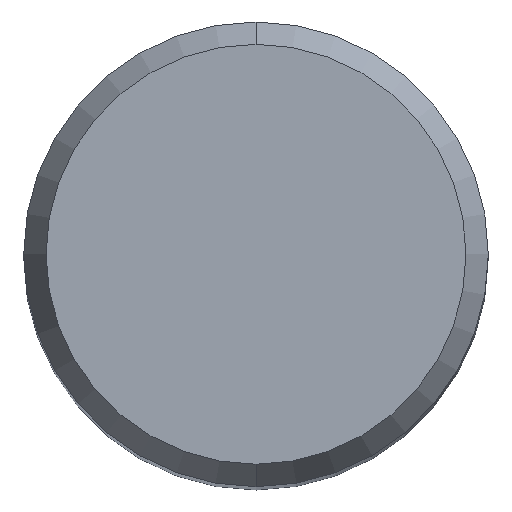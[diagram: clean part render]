
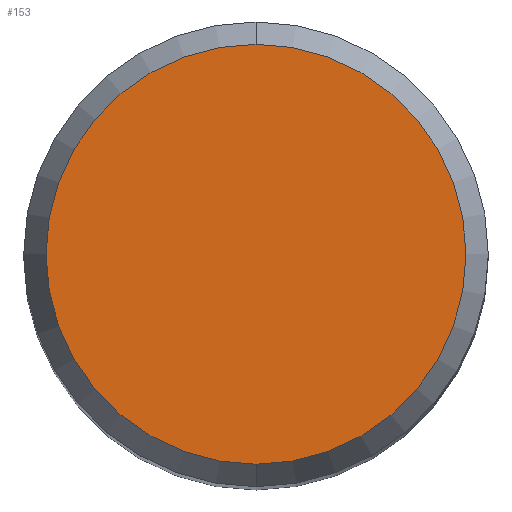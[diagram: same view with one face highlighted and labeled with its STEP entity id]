
A CAD part, top view. The second image highlights one B-rep face of the part: STEP entity #153.
In plain terms, the highlighted planar face has unit normal (0, 0, 1).
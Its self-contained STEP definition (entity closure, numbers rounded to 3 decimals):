
#131=EDGE_CURVE('',#211,#209,#284,.T.);
#153=ADVANCED_FACE('',(#308),#309,.T.);
#209=VERTEX_POINT('',#373);
#211=VERTEX_POINT('',#375);
#217=EDGE_CURVE('',#209,#211,#383,.T.);
#284=CIRCLE('',#458,4.304);
#308=FACE_OUTER_BOUND('',#487,.T.);
#309=PLANE('',#488);
#373=CARTESIAN_POINT('',(0.0,4.304,0.0));
#375=CARTESIAN_POINT('',(0.,-4.304,0.0));
#383=CIRCLE('',#581,4.304);
#458=AXIS2_PLACEMENT_3D('',#636,#637,#638);
#487=EDGE_LOOP('',(#661,#662));
#488=AXIS2_PLACEMENT_3D('',#663,#664,#665);
#581=AXIS2_PLACEMENT_3D('',#769,#770,#771);
#636=CARTESIAN_POINT('',(0.0,0.0,0.0));
#637=DIRECTION('',(0.0,0.0,-1.0));
#638=DIRECTION('',(0.0,1.0,0.0));
#661=ORIENTED_EDGE('',*,*,#217,.F.);
#662=ORIENTED_EDGE('',*,*,#131,.F.);
#663=CARTESIAN_POINT('',(0.0,2.152,0.0));
#664=DIRECTION('',(-0.0,0.0,1.0));
#665=DIRECTION('',(0.0,-1.0,0.0));
#769=CARTESIAN_POINT('',(0.0,0.0,0.0));
#770=DIRECTION('',(0.0,0.0,-1.0));
#771=DIRECTION('',(0.0,1.0,0.0));
